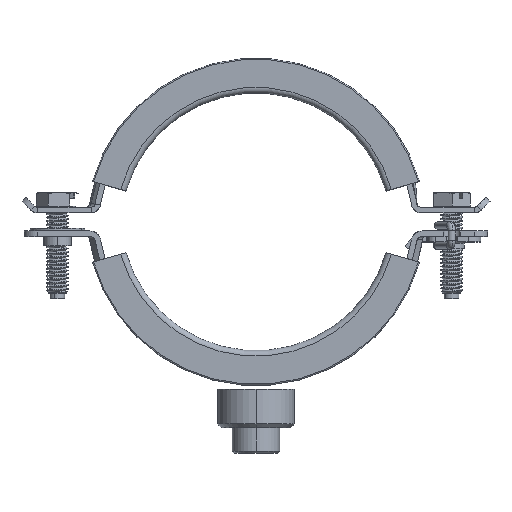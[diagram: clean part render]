
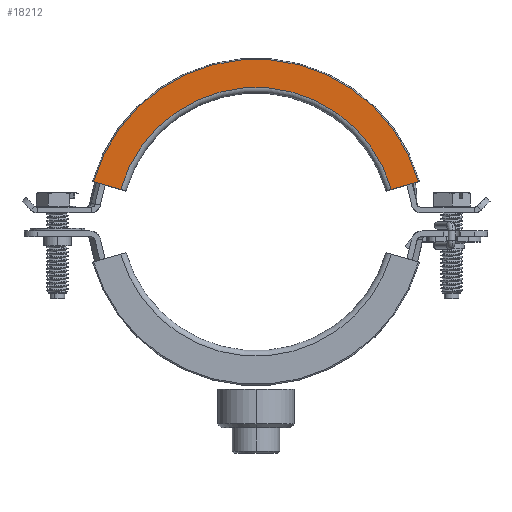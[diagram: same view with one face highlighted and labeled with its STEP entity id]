
A CAD part, top view. The second image highlights one B-rep face of the part: STEP entity #18212.
In plain terms, the highlighted planar face has unit normal (0, 0, 1).
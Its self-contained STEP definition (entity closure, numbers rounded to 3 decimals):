
#24 = CARTESIAN_POINT ( 'NONE',  ( -44.41, 9.234, 14.5 ) ) ;
#557 = EDGE_CURVE ( 'NONE', #24899, #4846, #12927, .T. ) ;
#1262 = AXIS2_PLACEMENT_3D ( 'NONE', #11236, #16570, #19733 ) ;
#2278 = CARTESIAN_POINT ( 'NONE',  ( -37.009, 7.112, 14.5 ) ) ;
#2898 = LINE ( 'NONE', #8562, #13371 ) ;
#4846 = VERTEX_POINT ( 'NONE', #26088 ) ;
#5586 = ORIENTED_EDGE ( 'NONE', *, *, #31685, .F. ) ;
#7108 = DIRECTION ( 'NONE',  ( 0., 0., -1. ) ) ;
#8562 = CARTESIAN_POINT ( 'NONE',  ( -44.41, 9.234, 14.5 ) ) ;
#10995 = DIRECTION ( 'NONE',  ( -0.961, 0.276, 0. ) ) ;
#11236 = CARTESIAN_POINT ( 'NONE',  ( -44.41, 9.234, 14.5 ) ) ;
#12399 = CIRCLE ( 'NONE', #32191, 38.5 ) ;
#12927 = LINE ( 'NONE', #23749, #13628 ) ;
#12933 = CARTESIAN_POINT ( 'NONE',  ( 0., -3.5, 14.5 ) ) ;
#13371 = VECTOR ( 'NONE', #30179, 1000. ) ;
#13628 = VECTOR ( 'NONE', #34520, 1000. ) ;
#14328 = EDGE_LOOP ( 'NONE', ( #5586, #33972, #17311, #17701 ) ) ;
#16570 = DIRECTION ( 'NONE',  ( 0., 0., -1. ) ) ;
#17311 = ORIENTED_EDGE ( 'NONE', *, *, #22444, .T. ) ;
#17701 = ORIENTED_EDGE ( 'NONE', *, *, #557, .T. ) ;
#18212 = ADVANCED_FACE ( 'NONE', ( #21710 ), #19559, .F. ) ;
#18851 = CARTESIAN_POINT ( 'NONE',  ( 37.009, 7.112, 14.5 ) ) ;
#18975 = CARTESIAN_POINT ( 'NONE',  ( 0., -3.5, 14.5 ) ) ;
#19559 = PLANE ( 'NONE',  #1262 ) ;
#19733 = DIRECTION ( 'NONE',  ( 0., -1., 0. ) ) ;
#21370 = VERTEX_POINT ( 'NONE', #24 ) ;
#21628 = AXIS2_PLACEMENT_3D ( 'NONE', #12933, #7108, #26410 ) ;
#21710 = FACE_OUTER_BOUND ( 'NONE', #14328, .T. ) ;
#22444 = EDGE_CURVE ( 'NONE', #22819, #24899, #12399, .T. ) ;
#22819 = VERTEX_POINT ( 'NONE', #2278 ) ;
#23749 = CARTESIAN_POINT ( 'NONE',  ( 44.41, 9.234, 14.5 ) ) ;
#24899 = VERTEX_POINT ( 'NONE', #18851 ) ;
#26088 = CARTESIAN_POINT ( 'NONE',  ( 44.41, 9.234, 14.5 ) ) ;
#26410 = DIRECTION ( 'NONE',  ( -0.961, 0.276, 0. ) ) ;
#26937 = DIRECTION ( 'NONE',  ( 0., 0., -1. ) ) ;
#29520 = CIRCLE ( 'NONE', #21628, 46.2 ) ;
#30179 = DIRECTION ( 'NONE',  ( -0.961, 0.276, 0. ) ) ;
#31685 = EDGE_CURVE ( 'NONE', #21370, #4846, #29520, .T. ) ;
#32191 = AXIS2_PLACEMENT_3D ( 'NONE', #18975, #26937, #10995 ) ;
#33532 = EDGE_CURVE ( 'NONE', #22819, #21370, #2898, .T. ) ;
#33972 = ORIENTED_EDGE ( 'NONE', *, *, #33532, .F. ) ;
#34520 = DIRECTION ( 'NONE',  ( 0.961, 0.276, 0. ) ) ;
